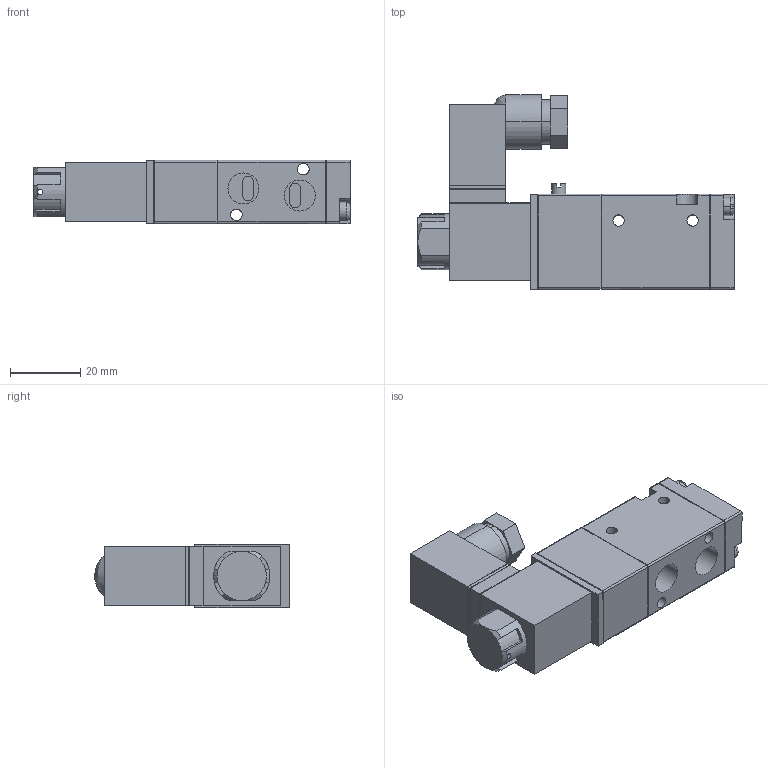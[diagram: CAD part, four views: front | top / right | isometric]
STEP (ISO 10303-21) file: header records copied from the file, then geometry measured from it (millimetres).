
FILE_DESCRIPTION (( 'STEP AP203' ), '1' );
FILE_NAME ('3V110-1-8.step', '2016-10-26T16:01:38', ( '' ), ( '' ), 'SwSTEP 2.0', 'SolidWorks 2016', '' );
FILE_SCHEMA (( 'CONFIG_CONTROL_DESIGN' ));
Length unit declared in the file: millimetre
Products named in the file (1): 3V110-1-8
Bounding box: 89.8 x 55.25 x 18 mm (x, y, z)
Volume: 45473.5 mm3; surface area: 13472.1 mm2
Topology: 1 solids, 1 shells, 237 faces, 622 edges, 402 vertices
Faces by surface type: plane 162, cylinder 62, bspline 7, cone 6
Entity records: 7755 total; most frequent: CARTESIAN_POINT 1874, ORIENTED_EDGE 1240, DIRECTION 1157, EDGE_CURVE 620, LINE 421, VECTOR 421, VERTEX_POINT 402, AXIS2_PLACEMENT_3D 368
